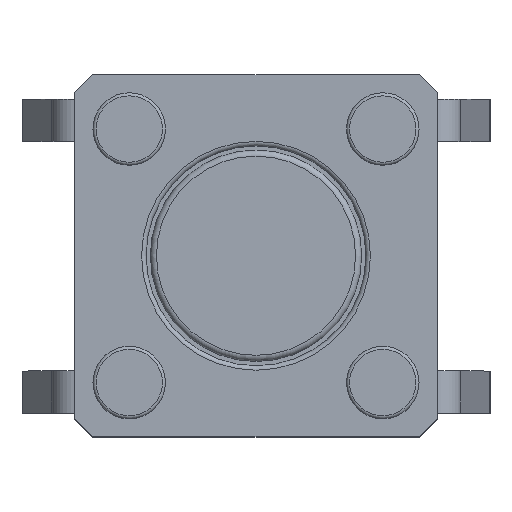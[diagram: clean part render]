
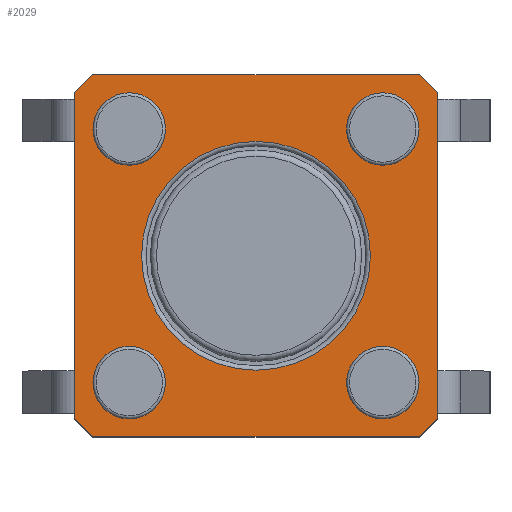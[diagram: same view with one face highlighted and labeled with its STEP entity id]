
A CAD part, top view. The second image highlights one B-rep face of the part: STEP entity #2029.
In plain terms, the highlighted planar face has unit normal (0, 0, 1).
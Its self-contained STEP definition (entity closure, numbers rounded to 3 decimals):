
#867 = VERTEX_POINT('',#868);
#868 = CARTESIAN_POINT('',(6.25,-4.95,3.4));
#874 = EDGE_CURVE('',#867,#875,#877,.T.);
#875 = VERTEX_POINT('',#876);
#876 = CARTESIAN_POINT('',(5.95,-5.25,3.4));
#877 = LINE('',#878,#879);
#878 = CARTESIAN_POINT('',(6.1,-5.1,3.4));
#879 = VECTOR('',#880,1.);
#880 = DIRECTION('',(-0.707,-0.707,0.));
#898 = VERTEX_POINT('',#899);
#899 = CARTESIAN_POINT('',(0.55,-5.25,3.4));
#905 = EDGE_CURVE('',#898,#875,#906,.T.);
#906 = LINE('',#907,#908);
#907 = CARTESIAN_POINT('',(0.25,-5.25,3.4));
#908 = VECTOR('',#909,1.);
#909 = DIRECTION('',(1.,0.,0.));
#922 = VERTEX_POINT('',#923);
#923 = CARTESIAN_POINT('',(0.25,-4.95,3.4));
#929 = EDGE_CURVE('',#922,#898,#930,.T.);
#930 = LINE('',#931,#932);
#931 = CARTESIAN_POINT('',(0.4,-5.1,3.4));
#932 = VECTOR('',#933,1.);
#933 = DIRECTION('',(0.707,-0.707,0.));
#970 = VERTEX_POINT('',#971);
#971 = CARTESIAN_POINT('',(0.25,0.45,3.4));
#977 = EDGE_CURVE('',#970,#922,#978,.T.);
#978 = LINE('',#979,#980);
#979 = CARTESIAN_POINT('',(0.25,0.75,3.4));
#980 = VECTOR('',#981,1.);
#981 = DIRECTION('',(0.,-1.,0.));
#1458 = VERTEX_POINT('',#1459);
#1459 = CARTESIAN_POINT('',(0.55,0.75,3.4));
#1465 = EDGE_CURVE('',#1458,#970,#1466,.T.);
#1466 = LINE('',#1467,#1468);
#1467 = CARTESIAN_POINT('',(0.4,0.6,3.4));
#1468 = VECTOR('',#1469,1.);
#1469 = DIRECTION('',(-0.707,-0.707,0.));
#1482 = VERTEX_POINT('',#1483);
#1483 = CARTESIAN_POINT('',(5.95,0.75,3.4));
#1489 = EDGE_CURVE('',#1482,#1458,#1490,.T.);
#1490 = LINE('',#1491,#1492);
#1491 = CARTESIAN_POINT('',(6.25,0.75,3.4));
#1492 = VECTOR('',#1493,1.);
#1493 = DIRECTION('',(-1.,0.,0.));
#1506 = VERTEX_POINT('',#1507);
#1507 = CARTESIAN_POINT('',(6.25,0.45,3.4));
#1513 = EDGE_CURVE('',#1506,#1482,#1514,.T.);
#1514 = LINE('',#1515,#1516);
#1515 = CARTESIAN_POINT('',(6.1,0.6,3.4));
#1516 = VECTOR('',#1517,1.);
#1517 = DIRECTION('',(-0.707,0.707,0.));
#1554 = EDGE_CURVE('',#867,#1506,#1555,.T.);
#1555 = LINE('',#1556,#1557);
#1556 = CARTESIAN_POINT('',(6.25,-5.25,3.4));
#1557 = VECTOR('',#1558,1.);
#1558 = DIRECTION('',(0.,1.,0.));
#2029 = ADVANCED_FACE('',(#2030,#2040,#2051,#2062,#2073,#2084),#2095,.T.
);
#2030 = FACE_BOUND('',#2031,.T.);
#2031 = EDGE_LOOP('',(#2032,#2033,#2034,#2035,#2036,#2037,#2038,#2039));
#2032 = ORIENTED_EDGE('',*,*,#1554,.T.);
#2033 = ORIENTED_EDGE('',*,*,#1513,.T.);
#2034 = ORIENTED_EDGE('',*,*,#1489,.T.);
#2035 = ORIENTED_EDGE('',*,*,#1465,.T.);
#2036 = ORIENTED_EDGE('',*,*,#977,.T.);
#2037 = ORIENTED_EDGE('',*,*,#929,.T.);
#2038 = ORIENTED_EDGE('',*,*,#905,.T.);
#2039 = ORIENTED_EDGE('',*,*,#874,.F.);
#2040 = FACE_BOUND('',#2041,.T.);
#2041 = EDGE_LOOP('',(#2042));
#2042 = ORIENTED_EDGE('',*,*,#2043,.T.);
#2043 = EDGE_CURVE('',#2044,#2044,#2046,.T.);
#2044 = VERTEX_POINT('',#2045);
#2045 = CARTESIAN_POINT('',(5.35,0.45,3.4));
#2046 = CIRCLE('',#2047,0.6);
#2047 = AXIS2_PLACEMENT_3D('',#2048,#2049,#2050);
#2048 = CARTESIAN_POINT('',(5.35,-0.15,3.4));
#2049 = DIRECTION('',(0.,0.,-1.));
#2050 = DIRECTION('',(0.,1.,0.));
#2051 = FACE_BOUND('',#2052,.T.);
#2052 = EDGE_LOOP('',(#2053));
#2053 = ORIENTED_EDGE('',*,*,#2054,.T.);
#2054 = EDGE_CURVE('',#2055,#2055,#2057,.T.);
#2055 = VERTEX_POINT('',#2056);
#2056 = CARTESIAN_POINT('',(3.25,-0.355,3.4));
#2057 = CIRCLE('',#2058,1.895);
#2058 = AXIS2_PLACEMENT_3D('',#2059,#2060,#2061);
#2059 = CARTESIAN_POINT('',(3.25,-2.25,3.4));
#2060 = DIRECTION('',(0.,0.,-1.));
#2061 = DIRECTION('',(0.,1.,0.));
#2062 = FACE_BOUND('',#2063,.T.);
#2063 = EDGE_LOOP('',(#2064));
#2064 = ORIENTED_EDGE('',*,*,#2065,.T.);
#2065 = EDGE_CURVE('',#2066,#2066,#2068,.T.);
#2066 = VERTEX_POINT('',#2067);
#2067 = CARTESIAN_POINT('',(5.35,-4.95,3.4));
#2068 = CIRCLE('',#2069,0.6);
#2069 = AXIS2_PLACEMENT_3D('',#2070,#2071,#2072);
#2070 = CARTESIAN_POINT('',(5.35,-4.35,3.4));
#2071 = DIRECTION('',(0.,0.,-1.));
#2072 = DIRECTION('',(0.,-1.,0.));
#2073 = FACE_BOUND('',#2074,.T.);
#2074 = EDGE_LOOP('',(#2075));
#2075 = ORIENTED_EDGE('',*,*,#2076,.T.);
#2076 = EDGE_CURVE('',#2077,#2077,#2079,.T.);
#2077 = VERTEX_POINT('',#2078);
#2078 = CARTESIAN_POINT('',(1.15,-4.95,3.4));
#2079 = CIRCLE('',#2080,0.6);
#2080 = AXIS2_PLACEMENT_3D('',#2081,#2082,#2083);
#2081 = CARTESIAN_POINT('',(1.15,-4.35,3.4));
#2082 = DIRECTION('',(0.,0.,-1.));
#2083 = DIRECTION('',(0.,-1.,0.));
#2084 = FACE_BOUND('',#2085,.T.);
#2085 = EDGE_LOOP('',(#2086));
#2086 = ORIENTED_EDGE('',*,*,#2087,.T.);
#2087 = EDGE_CURVE('',#2088,#2088,#2090,.T.);
#2088 = VERTEX_POINT('',#2089);
#2089 = CARTESIAN_POINT('',(1.15,0.45,3.4));
#2090 = CIRCLE('',#2091,0.6);
#2091 = AXIS2_PLACEMENT_3D('',#2092,#2093,#2094);
#2092 = CARTESIAN_POINT('',(1.15,-0.15,3.4));
#2093 = DIRECTION('',(0.,0.,-1.));
#2094 = DIRECTION('',(0.,1.,0.));
#2095 = PLANE('',#2096);
#2096 = AXIS2_PLACEMENT_3D('',#2097,#2098,#2099);
#2097 = CARTESIAN_POINT('',(3.25,-2.25,3.4));
#2098 = DIRECTION('',(0.,0.,1.));
#2099 = DIRECTION('',(0.,1.,0.));
